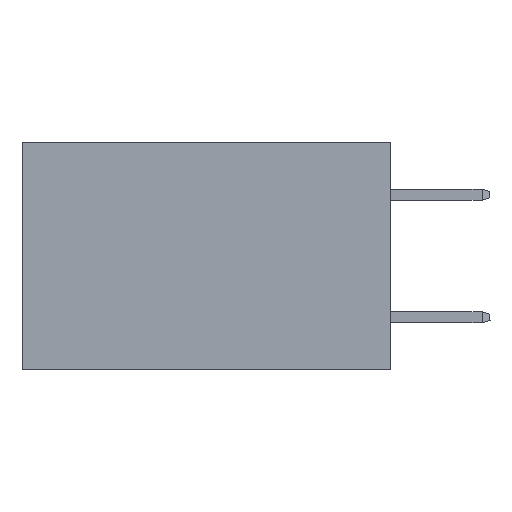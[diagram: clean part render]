
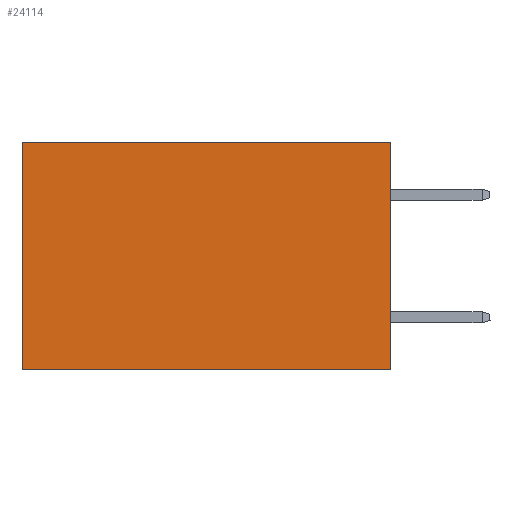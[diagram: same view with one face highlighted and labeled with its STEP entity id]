
A CAD part, left-side view. The second image highlights one B-rep face of the part: STEP entity #24114.
In plain terms, the highlighted planar face has unit normal (-1, 0, 0).
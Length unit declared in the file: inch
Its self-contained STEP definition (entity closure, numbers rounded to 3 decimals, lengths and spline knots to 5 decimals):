
#2126 = VERTEX_POINT ( 'NONE', #25077 ) ;
#3336 = DIRECTION ( 'NONE',  ( 0., 0., -1. ) ) ;
#4715 = CARTESIAN_POINT ( 'NONE',  ( 0.2875, 0., 0. ) ) ;
#5147 = CARTESIAN_POINT ( 'NONE',  ( 0.2875, 0., -0.37 ) ) ;
#5723 = VECTOR ( 'NONE', #9261, 39.37008 ) ;
#6387 = VECTOR ( 'NONE', #17191, 39.37008 ) ;
#6994 = CARTESIAN_POINT ( 'NONE',  ( 0.2875, 0.6, -0.37 ) ) ;
#9261 = DIRECTION ( 'NONE',  ( 0., 1., 0. ) ) ;
#9306 = EDGE_CURVE ( 'NONE', #2126, #17116, #14472, .T. ) ;
#10470 = ORIENTED_EDGE ( 'NONE', *, *, #15688, .F. ) ;
#10697 = DIRECTION ( 'NONE',  ( 0., 0., -1. ) ) ;
#11324 = CARTESIAN_POINT ( 'NONE',  ( 0.2875, 0.6, 0. ) ) ;
#13539 = VECTOR ( 'NONE', #10697, 39.37008 ) ;
#14472 = LINE ( 'NONE', #24152, #5723 ) ;
#14694 = EDGE_LOOP ( 'NONE', ( #26462, #30127, #10470, #20925 ) ) ;
#14911 = VECTOR ( 'NONE', #24126, 39.37008 ) ;
#15688 = EDGE_CURVE ( 'NONE', #2126, #16886, #21011, .T. ) ;
#16886 = VERTEX_POINT ( 'NONE', #5147 ) ;
#17116 = VERTEX_POINT ( 'NONE', #11324 ) ;
#17191 = DIRECTION ( 'NONE',  ( 0., 1., 0. ) ) ;
#18210 = CARTESIAN_POINT ( 'NONE',  ( 0.2875, 0., 0. ) ) ;
#19704 = EDGE_CURVE ( 'NONE', #17116, #29783, #21864, .T. ) ;
#20136 = FACE_OUTER_BOUND ( 'NONE', #14694, .T. ) ;
#20758 = PLANE ( 'NONE',  #23694 ) ;
#20925 = ORIENTED_EDGE ( 'NONE', *, *, #9306, .T. ) ;
#21011 = LINE ( 'NONE', #4715, #14911 ) ;
#21583 = LINE ( 'NONE', #24696, #6387 ) ;
#21864 = LINE ( 'NONE', #24829, #13539 ) ;
#23694 = AXIS2_PLACEMENT_3D ( 'NONE', #18210, #28074, #3336 ) ;
#24114 = ADVANCED_FACE ( 'NONE', ( #20136 ), #20758, .F. ) ;
#24126 = DIRECTION ( 'NONE',  ( 0., 0., -1. ) ) ;
#24152 = CARTESIAN_POINT ( 'NONE',  ( 0.2875, 0., 0. ) ) ;
#24696 = CARTESIAN_POINT ( 'NONE',  ( 0.2875, 0., -0.37 ) ) ;
#24829 = CARTESIAN_POINT ( 'NONE',  ( 0.2875, 0.6, 0. ) ) ;
#25077 = CARTESIAN_POINT ( 'NONE',  ( 0.2875, 0., 0. ) ) ;
#25401 = EDGE_CURVE ( 'NONE', #16886, #29783, #21583, .T. ) ;
#26462 = ORIENTED_EDGE ( 'NONE', *, *, #19704, .T. ) ;
#28074 = DIRECTION ( 'NONE',  ( 1., 0., 0. ) ) ;
#29783 = VERTEX_POINT ( 'NONE', #6994 ) ;
#30127 = ORIENTED_EDGE ( 'NONE', *, *, #25401, .F. ) ;
